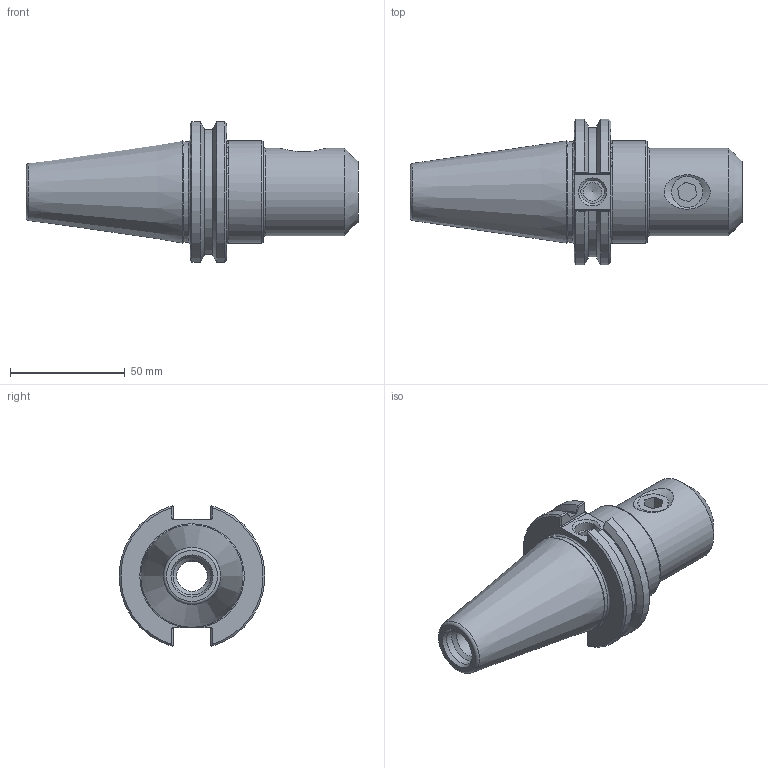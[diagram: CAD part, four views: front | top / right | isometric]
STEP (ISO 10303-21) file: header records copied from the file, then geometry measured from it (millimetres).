
FILE_DESCRIPTION((''),'2;1');
FILE_NAME('C40-62EM3.stp','2014-07-16T10:42:42',('kaykin'),(''),'Autodesk Inventor 2012','Autodesk Inventor 2012','');
FILE_SCHEMA(('AUTOMOTIVE_DESIGN { 1 0 10303 214 1 1 1 1 }'));
Length unit declared in the file: inch
Products named in the file (3): C40-62EM3; C40-62EM3-1; 029-918
Assembly tree (2 placements, depth 2):
  C40-62EM3
    C40-62EM3-1
    029-918
Bounding box: 144.45 x 63.26 x 61.11 mm (x, y, z)
Volume: 155590.9 mm3; surface area: 31179.1 mm2
Topology: 2 solids, 2 shells, 105 faces, 267 edges, 171 vertices
Faces by surface type: plane 43, cylinder 29, cone 20, bspline 8, torus 5
Full cylindrical faces by diameter (mm): 8 x1, 10.135 x1, 12.751 x1, 13.386 x1, 14.288 x1, 15.875 x1, 16.459 x1, 16.764 x1, 38.1 x1, 43.942 x1, 44.45 x1
Entity records: 4193 total; most frequent: CARTESIAN_POINT 1722, ORIENTED_EDGE 464, DIRECTION 446, EDGE_CURVE 232, AXIS2_PLACEMENT_3D 173, VERTEX_POINT 164, EDGE_LOOP 142, FACE_OUTER_BOUND 105
